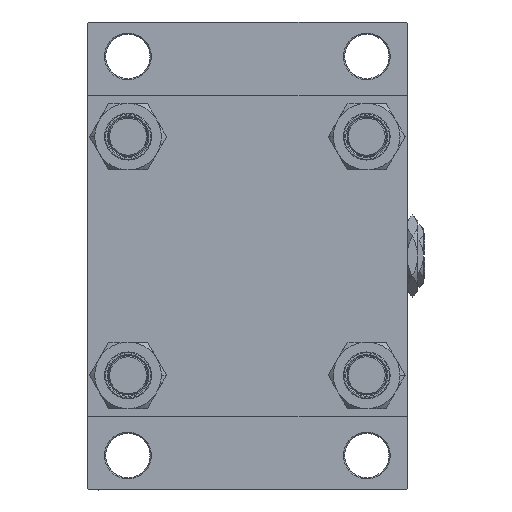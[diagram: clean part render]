
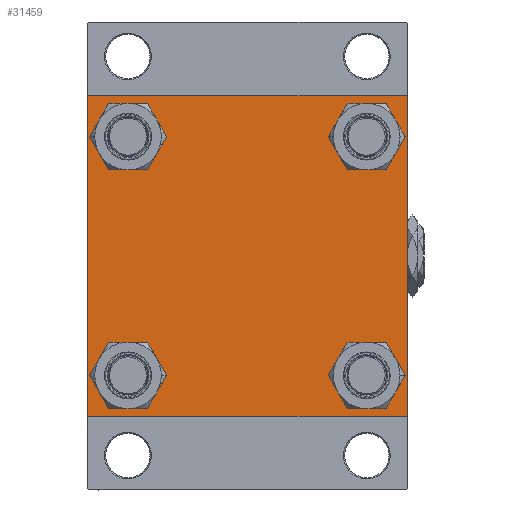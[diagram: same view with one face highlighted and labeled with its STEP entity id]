
A CAD part, left-side view. The second image highlights one B-rep face of the part: STEP entity #31459.
In plain terms, the highlighted planar face has unit normal (-1, 0, 0).
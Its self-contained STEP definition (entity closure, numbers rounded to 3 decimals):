
#457 = ORIENTED_EDGE ( 'NONE', *, *, #36674, .T. ) ;
#622 = VECTOR ( 'NONE', #17043, 1000. ) ;
#1534 = EDGE_CURVE ( 'NONE', #18606, #4581, #15766, .T. ) ;
#2125 = AXIS2_PLACEMENT_3D ( 'NONE', #31665, #47285, #19588 ) ;
#2669 = DIRECTION ( 'NONE',  ( 0., 0., 1. ) ) ;
#3408 = CARTESIAN_POINT ( 'NONE',  ( 0., 48.45, 48.45 ) ) ;
#3530 = DIRECTION ( 'NONE',  ( 0., -0.707, -0.707 ) ) ;
#3935 = VERTEX_POINT ( 'NONE', #30451 ) ;
#4072 = CARTESIAN_POINT ( 'NONE',  ( 0., -48.45, -48.45 ) ) ;
#4406 = ORIENTED_EDGE ( 'NONE', *, *, #1534, .T. ) ;
#4581 = VERTEX_POINT ( 'NONE', #10416 ) ;
#4888 = PLANE ( 'NONE',  #31038 ) ;
#5266 = DIRECTION ( 'NONE',  ( 0., -1., 0. ) ) ;
#6171 = CARTESIAN_POINT ( 'NONE',  ( 0., 48.45, 48.45 ) ) ;
#6178 = CARTESIAN_POINT ( 'NONE',  ( 0., 48.45, -56.95 ) ) ;
#6444 = CARTESIAN_POINT ( 'NONE',  ( 0., 48.45, -48.45 ) ) ;
#7234 = EDGE_CURVE ( 'NONE', #4581, #18606, #47236, .T. ) ;
#7461 = DIRECTION ( 'NONE',  ( 0., 0.707, -0.707 ) ) ;
#8745 = AXIS2_PLACEMENT_3D ( 'NONE', #25691, #21647, #48098 ) ;
#9045 = EDGE_CURVE ( 'NONE', #32522, #10349, #14353, .T. ) ;
#9116 = EDGE_CURVE ( 'NONE', #13056, #3935, #26422, .T. ) ;
#9644 = CARTESIAN_POINT ( 'NONE',  ( 0., 48.45, 39.95 ) ) ;
#9746 = VERTEX_POINT ( 'NONE', #9644 ) ;
#10152 = CIRCLE ( 'NONE', #40677, 8.5 ) ;
#10325 = CARTESIAN_POINT ( 'NONE',  ( 0., -64.5, 65. ) ) ;
#10349 = VERTEX_POINT ( 'NONE', #21529 ) ;
#10416 = CARTESIAN_POINT ( 'NONE',  ( 0., 48.45, -39.95 ) ) ;
#10678 = VECTOR ( 'NONE', #45865, 1000. ) ;
#10929 = DIRECTION ( 'NONE',  ( 1., 0., 0. ) ) ;
#11335 = LINE ( 'NONE', #19379, #23076 ) ;
#11582 = VERTEX_POINT ( 'NONE', #20674 ) ;
#12411 = FACE_BOUND ( 'NONE', #45504, .T. ) ;
#12661 = DIRECTION ( 'NONE',  ( -1., 0., 0. ) ) ;
#12910 = CARTESIAN_POINT ( 'NONE',  ( 0., 0., 0. ) ) ;
#13056 = VERTEX_POINT ( 'NONE', #44218 ) ;
#13190 = ORIENTED_EDGE ( 'NONE', *, *, #9045, .T. ) ;
#13201 = VERTEX_POINT ( 'NONE', #45214 ) ;
#14353 = CIRCLE ( 'NONE', #8745, 8.5 ) ;
#14752 = CARTESIAN_POINT ( 'NONE',  ( 0., -64.5, -65. ) ) ;
#14812 = ORIENTED_EDGE ( 'NONE', *, *, #22362, .T. ) ;
#15230 = ORIENTED_EDGE ( 'NONE', *, *, #25157, .T. ) ;
#15630 = VERTEX_POINT ( 'NONE', #37843 ) ;
#15766 = CIRCLE ( 'NONE', #2125, 8.5 ) ;
#16246 = VECTOR ( 'NONE', #7461, 1000. ) ;
#17043 = DIRECTION ( 'NONE',  ( 0., -0.707, 0.707 ) ) ;
#17216 = ORIENTED_EDGE ( 'NONE', *, *, #24082, .T. ) ;
#17616 = ORIENTED_EDGE ( 'NONE', *, *, #29036, .T. ) ;
#18486 = DIRECTION ( 'NONE',  ( 0., 0., 1. ) ) ;
#18606 = VERTEX_POINT ( 'NONE', #6178 ) ;
#18642 = DIRECTION ( 'NONE',  ( 0., -1., 0. ) ) ;
#19304 = VERTEX_POINT ( 'NONE', #32100 ) ;
#19379 = CARTESIAN_POINT ( 'NONE',  ( 0., 65., -65. ) ) ;
#19567 = CIRCLE ( 'NONE', #38837, 8.5 ) ;
#19588 = DIRECTION ( 'NONE',  ( 0., 0., 1. ) ) ;
#20159 = VERTEX_POINT ( 'NONE', #48902 ) ;
#20674 = CARTESIAN_POINT ( 'NONE',  ( 0., -48.45, -39.95 ) ) ;
#20935 = VERTEX_POINT ( 'NONE', #14752 ) ;
#21012 = ORIENTED_EDGE ( 'NONE', *, *, #48816, .F. ) ;
#21030 = EDGE_CURVE ( 'NONE', #19304, #23885, #23298, .T. ) ;
#21269 = LINE ( 'NONE', #32597, #36274 ) ;
#21529 = CARTESIAN_POINT ( 'NONE',  ( 0., -48.45, 56.95 ) ) ;
#21647 = DIRECTION ( 'NONE',  ( 1., 0., 0. ) ) ;
#22362 = EDGE_CURVE ( 'NONE', #13201, #35727, #38311, .T. ) ;
#22948 = CARTESIAN_POINT ( 'NONE',  ( 0., -64.75, 64.75 ) ) ;
#23076 = VECTOR ( 'NONE', #18642, 1000. ) ;
#23298 = LINE ( 'NONE', #30594, #16246 ) ;
#23341 = EDGE_LOOP ( 'NONE', ( #32323, #4406 ) ) ;
#23582 = EDGE_CURVE ( 'NONE', #19304, #35727, #28400, .T. ) ;
#23885 = VERTEX_POINT ( 'NONE', #32851 ) ;
#23994 = FACE_BOUND ( 'NONE', #23341, .T. ) ;
#24082 = EDGE_CURVE ( 'NONE', #20159, #11582, #19567, .T. ) ;
#24887 = CARTESIAN_POINT ( 'NONE',  ( 0., 65., 65. ) ) ;
#25019 = DIRECTION ( 'NONE',  ( 1., 0., 0. ) ) ;
#25157 = EDGE_CURVE ( 'NONE', #10349, #32522, #49361, .T. ) ;
#25691 = CARTESIAN_POINT ( 'NONE',  ( 0., -48.45, 48.45 ) ) ;
#25938 = CARTESIAN_POINT ( 'NONE',  ( 0., -48.45, 39.95 ) ) ;
#26422 = LINE ( 'NONE', #34202, #34458 ) ;
#26952 = DIRECTION ( 'NONE',  ( 0., 0., 1. ) ) ;
#27318 = CIRCLE ( 'NONE', #28110, 8.5 ) ;
#28110 = AXIS2_PLACEMENT_3D ( 'NONE', #4072, #49152, #26952 ) ;
#28400 = LINE ( 'NONE', #24887, #33234 ) ;
#28785 = CARTESIAN_POINT ( 'NONE',  ( 0., -48.45, 48.45 ) ) ;
#29036 = EDGE_CURVE ( 'NONE', #35352, #9746, #46163, .T. ) ;
#29811 = DIRECTION ( 'NONE',  ( 0., 0., 1. ) ) ;
#30061 = DIRECTION ( 'NONE',  ( 1., 0., 0. ) ) ;
#30451 = CARTESIAN_POINT ( 'NONE',  ( 0., 64.5, -65. ) ) ;
#30594 = CARTESIAN_POINT ( 'NONE',  ( 0., 64.75, 64.75 ) ) ;
#30888 = EDGE_LOOP ( 'NONE', ( #15230, #13190 ) ) ;
#31038 = AXIS2_PLACEMENT_3D ( 'NONE', #12910, #12661, #43370 ) ;
#31091 = EDGE_CURVE ( 'NONE', #23885, #13056, #33571, .T. ) ;
#31103 = EDGE_CURVE ( 'NONE', #9746, #35352, #10152, .T. ) ;
#31459 = ADVANCED_FACE ( 'NONE', ( #46912, #47154, #23994, #12411, #43118 ), #4888, .T. ) ;
#31665 = CARTESIAN_POINT ( 'NONE',  ( 0., 48.45, -48.45 ) ) ;
#32100 = CARTESIAN_POINT ( 'NONE',  ( 0., 64.5, 65. ) ) ;
#32323 = ORIENTED_EDGE ( 'NONE', *, *, #7234, .T. ) ;
#32522 = VERTEX_POINT ( 'NONE', #25938 ) ;
#32597 = CARTESIAN_POINT ( 'NONE',  ( 0., -65., 65. ) ) ;
#32851 = CARTESIAN_POINT ( 'NONE',  ( 0., 65., 64.5 ) ) ;
#33234 = VECTOR ( 'NONE', #5266, 1000. ) ;
#33571 = LINE ( 'NONE', #36867, #38278 ) ;
#34202 = CARTESIAN_POINT ( 'NONE',  ( 0., 64.75, -64.75 ) ) ;
#34458 = VECTOR ( 'NONE', #3530, 1000. ) ;
#35352 = VERTEX_POINT ( 'NONE', #49642 ) ;
#35703 = AXIS2_PLACEMENT_3D ( 'NONE', #3408, #10929, #2669 ) ;
#35727 = VERTEX_POINT ( 'NONE', #10325 ) ;
#36169 = LINE ( 'NONE', #40441, #622 ) ;
#36274 = VECTOR ( 'NONE', #43694, 1000. ) ;
#36674 = EDGE_CURVE ( 'NONE', #3935, #20935, #11335, .T. ) ;
#36867 = CARTESIAN_POINT ( 'NONE',  ( 0., 65., 65. ) ) ;
#37304 = AXIS2_PLACEMENT_3D ( 'NONE', #28785, #25019, #44140 ) ;
#37611 = DIRECTION ( 'NONE',  ( 0., 0., -1. ) ) ;
#37843 = CARTESIAN_POINT ( 'NONE',  ( 0., -65., -64.5 ) ) ;
#37967 = EDGE_CURVE ( 'NONE', #20935, #15630, #36169, .T. ) ;
#38278 = VECTOR ( 'NONE', #37611, 1000. ) ;
#38311 = LINE ( 'NONE', #22948, #10678 ) ;
#38385 = AXIS2_PLACEMENT_3D ( 'NONE', #6444, #30061, #18486 ) ;
#38837 = AXIS2_PLACEMENT_3D ( 'NONE', #45671, #49472, #45430 ) ;
#39400 = ORIENTED_EDGE ( 'NONE', *, *, #31103, .T. ) ;
#39452 = ORIENTED_EDGE ( 'NONE', *, *, #31091, .T. ) ;
#40441 = CARTESIAN_POINT ( 'NONE',  ( 0., -64.75, -64.75 ) ) ;
#40677 = AXIS2_PLACEMENT_3D ( 'NONE', #6171, #48963, #29811 ) ;
#43118 = FACE_OUTER_BOUND ( 'NONE', #47502, .T. ) ;
#43370 = DIRECTION ( 'NONE',  ( 0., 0., 1. ) ) ;
#43694 = DIRECTION ( 'NONE',  ( 0., 0., -1. ) ) ;
#43903 = ORIENTED_EDGE ( 'NONE', *, *, #21030, .T. ) ;
#43906 = ORIENTED_EDGE ( 'NONE', *, *, #37967, .T. ) ;
#44140 = DIRECTION ( 'NONE',  ( 0., 0., 1. ) ) ;
#44218 = CARTESIAN_POINT ( 'NONE',  ( 0., 65., -64.5 ) ) ;
#44575 = ORIENTED_EDGE ( 'NONE', *, *, #23582, .F. ) ;
#45214 = CARTESIAN_POINT ( 'NONE',  ( 0., -65., 64.5 ) ) ;
#45218 = EDGE_CURVE ( 'NONE', #11582, #20159, #27318, .T. ) ;
#45430 = DIRECTION ( 'NONE',  ( 0., 0., 1. ) ) ;
#45504 = EDGE_LOOP ( 'NONE', ( #17616, #39400 ) ) ;
#45671 = CARTESIAN_POINT ( 'NONE',  ( 0., -48.45, -48.45 ) ) ;
#45865 = DIRECTION ( 'NONE',  ( 0., 0.707, 0.707 ) ) ;
#46163 = CIRCLE ( 'NONE', #35703, 8.5 ) ;
#46586 = ORIENTED_EDGE ( 'NONE', *, *, #45218, .T. ) ;
#46912 = FACE_BOUND ( 'NONE', #30888, .T. ) ;
#46965 = EDGE_LOOP ( 'NONE', ( #46586, #17216 ) ) ;
#47154 = FACE_BOUND ( 'NONE', #46965, .T. ) ;
#47236 = CIRCLE ( 'NONE', #38385, 8.5 ) ;
#47285 = DIRECTION ( 'NONE',  ( 1., 0., 0. ) ) ;
#47502 = EDGE_LOOP ( 'NONE', ( #39452, #48454, #457, #43906, #21012, #14812, #44575, #43903 ) ) ;
#48098 = DIRECTION ( 'NONE',  ( 0., 0., 1. ) ) ;
#48454 = ORIENTED_EDGE ( 'NONE', *, *, #9116, .T. ) ;
#48816 = EDGE_CURVE ( 'NONE', #13201, #15630, #21269, .T. ) ;
#48902 = CARTESIAN_POINT ( 'NONE',  ( 0., -48.45, -56.95 ) ) ;
#48963 = DIRECTION ( 'NONE',  ( 1., 0., 0. ) ) ;
#49152 = DIRECTION ( 'NONE',  ( 1., 0., 0. ) ) ;
#49361 = CIRCLE ( 'NONE', #37304, 8.5 ) ;
#49472 = DIRECTION ( 'NONE',  ( 1., 0., 0. ) ) ;
#49642 = CARTESIAN_POINT ( 'NONE',  ( 0., 48.45, 56.95 ) ) ;
